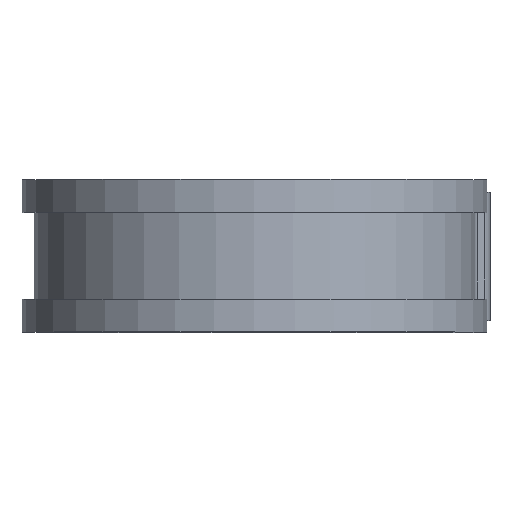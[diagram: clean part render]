
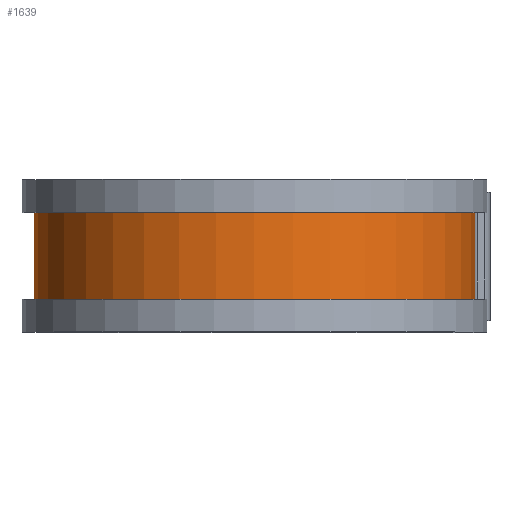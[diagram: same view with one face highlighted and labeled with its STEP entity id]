
A CAD part, top view. The second image highlights one B-rep face of the part: STEP entity #1639.
In plain terms, the highlighted cylindrical face has radius 27.343 mm (diameter 54.686 mm), a partial arc.
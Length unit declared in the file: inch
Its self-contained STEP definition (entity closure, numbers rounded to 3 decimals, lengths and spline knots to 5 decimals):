
#5 = ORIENTED_EDGE ( 'NONE', *, *, #757, .T. ) ;
#10 = EDGE_CURVE ( 'NONE', #1604, #1253, #191, .T. ) ;
#40 = DIRECTION ( 'NONE',  ( 0., -1., 0. ) ) ;
#191 = CIRCLE ( 'NONE', #1457, 1.0765 ) ;
#227 = VERTEX_POINT ( 'NONE', #836 ) ;
#316 = CARTESIAN_POINT ( 'NONE',  ( 0., 0.2125, 0. ) ) ;
#341 = DIRECTION ( 'NONE',  ( 0., -1., 0. ) ) ;
#346 = DIRECTION ( 'NONE',  ( 0., 0., -1. ) ) ;
#364 = AXIS2_PLACEMENT_3D ( 'NONE', #733, #1154, #1280 ) ;
#426 = LINE ( 'NONE', #1500, #744 ) ;
#441 = ORIENTED_EDGE ( 'NONE', *, *, #961, .F. ) ;
#597 = FACE_OUTER_BOUND ( 'NONE', #1617, .T. ) ;
#721 = DIRECTION ( 'NONE',  ( 0., -1., 0. ) ) ;
#733 = CARTESIAN_POINT ( 'NONE',  ( 0., 0.3125, 0. ) ) ;
#744 = VECTOR ( 'NONE', #721, 39.37008 ) ;
#757 = EDGE_CURVE ( 'NONE', #1256, #227, #1709, .T. ) ;
#778 = CARTESIAN_POINT ( 'NONE',  ( 0., 0.3125, -1.0765 ) ) ;
#836 = CARTESIAN_POINT ( 'NONE',  ( 0., 0.2125, -1.0765 ) ) ;
#935 = DIRECTION ( 'NONE',  ( 0., 0., -1. ) ) ;
#961 = EDGE_CURVE ( 'NONE', #1256, #1604, #426, .T. ) ;
#998 = AXIS2_PLACEMENT_3D ( 'NONE', #316, #341, #346 ) ;
#1003 = ORIENTED_EDGE ( 'NONE', *, *, #1021, .T. ) ;
#1021 = EDGE_CURVE ( 'NONE', #227, #1253, #1083, .T. ) ;
#1083 = LINE ( 'NONE', #778, #1681 ) ;
#1154 = DIRECTION ( 'NONE',  ( 0., -1., 0. ) ) ;
#1159 = CARTESIAN_POINT ( 'NONE',  ( 0., -0.2125, -1.0765 ) ) ;
#1163 = CARTESIAN_POINT ( 'NONE',  ( 1.0765, 0.2125, 0. ) ) ;
#1212 = DIRECTION ( 'NONE',  ( 0., -1., 0. ) ) ;
#1253 = VERTEX_POINT ( 'NONE', #1159 ) ;
#1256 = VERTEX_POINT ( 'NONE', #1163 ) ;
#1280 = DIRECTION ( 'NONE',  ( 0., 0., -1. ) ) ;
#1284 = CYLINDRICAL_SURFACE ( 'NONE', #364, 1.0765 ) ;
#1314 = ORIENTED_EDGE ( 'NONE', *, *, #10, .F. ) ;
#1329 = CARTESIAN_POINT ( 'NONE',  ( 0., -0.2125, 0. ) ) ;
#1387 = CARTESIAN_POINT ( 'NONE',  ( 1.0765, -0.2125, 0. ) ) ;
#1457 = AXIS2_PLACEMENT_3D ( 'NONE', #1329, #1212, #935 ) ;
#1500 = CARTESIAN_POINT ( 'NONE',  ( 1.0765, 0.3125, 0. ) ) ;
#1604 = VERTEX_POINT ( 'NONE', #1387 ) ;
#1617 = EDGE_LOOP ( 'NONE', ( #441, #5, #1003, #1314 ) ) ;
#1639 = ADVANCED_FACE ( 'NONE', ( #597 ), #1284, .T. ) ;
#1681 = VECTOR ( 'NONE', #40, 39.37008 ) ;
#1709 = CIRCLE ( 'NONE', #998, 1.0765 ) ;
